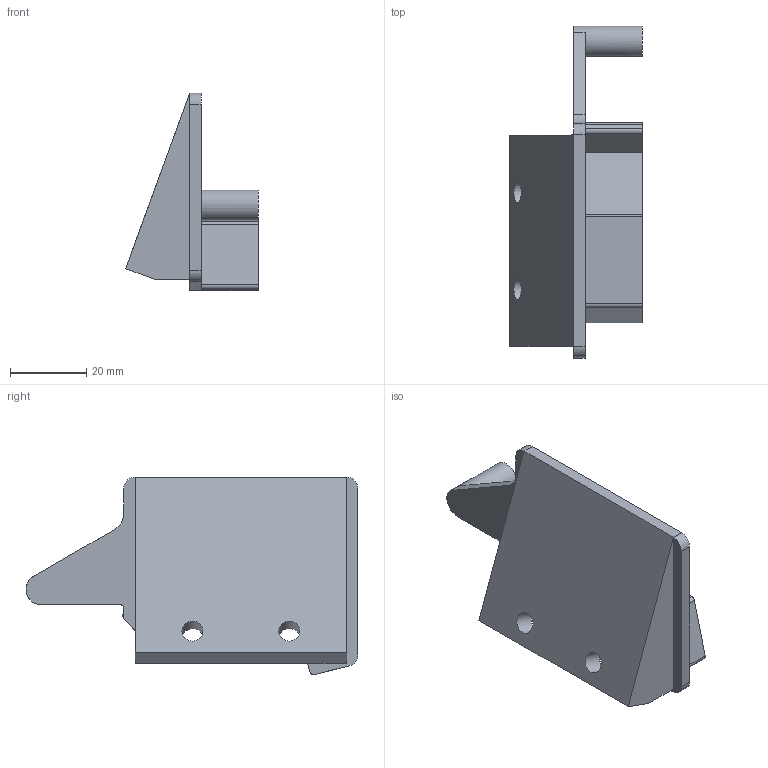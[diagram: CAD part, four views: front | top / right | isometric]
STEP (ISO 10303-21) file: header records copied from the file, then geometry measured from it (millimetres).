
FILE_DESCRIPTION(/* description */ (''),/* implementation_level */ '2;1');
FILE_NAME(/* name */ 'caliper stand.step',/* time_stamp */ '2021-03-26T12:33:24-05:00',/* author */ (''),/* organization */ (''),/* preprocessor_version */ 'ST-DEVELOPER v18.1',/* originating_system */ 'Autodesk Translation Framework v9.10.0.1330',/* authorisation */ '');
FILE_SCHEMA (('AUTOMOTIVE_DESIGN { 1 0 10303 214 3 1 1 }'));
Length unit declared in the file: millimetre
Products named in the file (1): caliper stand
Bounding box: 34.74 x 87.01 x 51.76 mm (x, y, z)
Volume: 32433.2 mm3; surface area: 11764.1 mm2
Topology: 1 solids, 1 shells, 50 faces, 136 edges, 86 vertices
Faces by surface type: plane 29, cylinder 19, cone 2
Full cylindrical faces by diameter (mm): 5.5 x2, 8 x1
Entity records: 1622 total; most frequent: DIRECTION 284, CARTESIAN_POINT 273, ORIENTED_EDGE 272, EDGE_CURVE 136, AXIS2_PLACEMENT_3D 97, LINE 90, VECTOR 90, VERTEX_POINT 86
